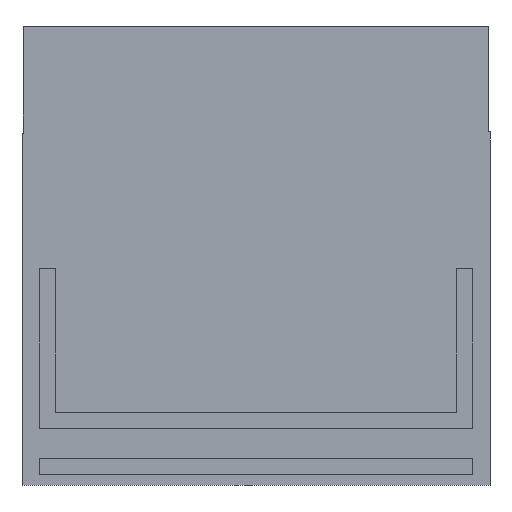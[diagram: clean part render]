
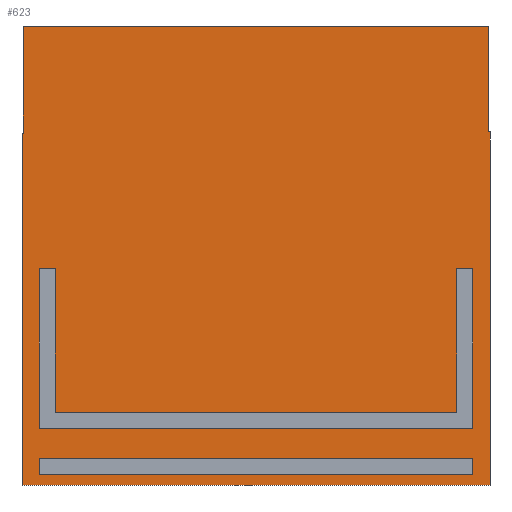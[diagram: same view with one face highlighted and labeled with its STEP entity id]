
A CAD part, front view. The second image highlights one B-rep face of the part: STEP entity #623.
In plain terms, the highlighted planar face has unit normal (0, -1, 0).
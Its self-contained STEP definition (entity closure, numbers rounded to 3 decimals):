
#15=FACE_BOUND('',#112,.T.);
#16=FACE_BOUND('',#113,.T.);
#43=PLANE('',#684);
#77=FACE_OUTER_BOUND('',#111,.T.);
#111=EDGE_LOOP('',(#535,#536,#537,#538,#539,#540,#541,#542));
#112=EDGE_LOOP('',(#543,#544,#545,#546,#547,#548,#549,#550));
#113=EDGE_LOOP('',(#551,#552,#553,#554));
#143=LINE('',#904,#223);
#147=LINE('',#912,#227);
#150=LINE('',#918,#230);
#153=LINE('',#924,#233);
#156=LINE('',#930,#236);
#159=LINE('',#936,#239);
#162=LINE('',#942,#242);
#165=LINE('',#947,#245);
#167=LINE('',#953,#247);
#171=LINE('',#962,#251);
#177=LINE('',#973,#257);
#178=LINE('',#976,#258);
#181=LINE('',#982,#261);
#184=LINE('',#987,#264);
#186=LINE('',#992,#266);
#187=LINE('',#994,#267);
#188=LINE('',#996,#268);
#189=LINE('',#998,#269);
#190=LINE('',#1000,#270);
#191=LINE('',#1001,#271);
#223=VECTOR('',#744,10.);
#227=VECTOR('',#750,10.);
#230=VECTOR('',#755,10.);
#233=VECTOR('',#760,10.);
#236=VECTOR('',#765,10.);
#239=VECTOR('',#770,10.);
#242=VECTOR('',#775,10.);
#245=VECTOR('',#780,10.);
#247=VECTOR('',#786,10.);
#251=VECTOR('',#792,10.);
#257=VECTOR('',#800,10.);
#258=VECTOR('',#803,10.);
#261=VECTOR('',#808,10.);
#264=VECTOR('',#813,10.);
#266=VECTOR('',#819,10.);
#267=VECTOR('',#820,10.);
#268=VECTOR('',#821,10.);
#269=VECTOR('',#822,10.);
#270=VECTOR('',#823,10.);
#271=VECTOR('',#824,10.);
#303=VERTEX_POINT('',#902);
#304=VERTEX_POINT('',#903);
#307=VERTEX_POINT('',#911);
#309=VERTEX_POINT('',#917);
#311=VERTEX_POINT('',#923);
#313=VERTEX_POINT('',#929);
#315=VERTEX_POINT('',#935);
#317=VERTEX_POINT('',#941);
#319=VERTEX_POINT('',#951);
#320=VERTEX_POINT('',#952);
#323=VERTEX_POINT('',#960);
#324=VERTEX_POINT('',#961);
#328=VERTEX_POINT('',#971);
#329=VERTEX_POINT('',#975);
#331=VERTEX_POINT('',#981);
#333=VERTEX_POINT('',#991);
#334=VERTEX_POINT('',#993);
#335=VERTEX_POINT('',#995);
#336=VERTEX_POINT('',#997);
#337=VERTEX_POINT('',#999);
#367=EDGE_CURVE('',#303,#304,#143,.T.);
#371=EDGE_CURVE('',#304,#307,#147,.T.);
#374=EDGE_CURVE('',#307,#309,#150,.T.);
#377=EDGE_CURVE('',#309,#311,#153,.T.);
#380=EDGE_CURVE('',#311,#313,#156,.T.);
#383=EDGE_CURVE('',#313,#315,#159,.T.);
#386=EDGE_CURVE('',#315,#317,#162,.T.);
#389=EDGE_CURVE('',#317,#303,#165,.T.);
#391=EDGE_CURVE('',#319,#320,#167,.T.);
#395=EDGE_CURVE('',#323,#324,#171,.T.);
#401=EDGE_CURVE('',#328,#319,#177,.T.);
#402=EDGE_CURVE('',#323,#329,#178,.T.);
#405=EDGE_CURVE('',#329,#331,#181,.T.);
#408=EDGE_CURVE('',#331,#324,#184,.T.);
#410=EDGE_CURVE('',#333,#320,#186,.T.);
#411=EDGE_CURVE('',#328,#334,#187,.T.);
#412=EDGE_CURVE('',#334,#335,#188,.T.);
#413=EDGE_CURVE('',#336,#335,#189,.T.);
#414=EDGE_CURVE('',#336,#337,#190,.T.);
#415=EDGE_CURVE('',#337,#333,#191,.T.);
#535=ORIENTED_EDGE('',*,*,#410,.T.);
#536=ORIENTED_EDGE('',*,*,#391,.F.);
#537=ORIENTED_EDGE('',*,*,#401,.F.);
#538=ORIENTED_EDGE('',*,*,#411,.T.);
#539=ORIENTED_EDGE('',*,*,#412,.T.);
#540=ORIENTED_EDGE('',*,*,#413,.F.);
#541=ORIENTED_EDGE('',*,*,#414,.T.);
#542=ORIENTED_EDGE('',*,*,#415,.T.);
#543=ORIENTED_EDGE('',*,*,#367,.T.);
#544=ORIENTED_EDGE('',*,*,#371,.T.);
#545=ORIENTED_EDGE('',*,*,#374,.T.);
#546=ORIENTED_EDGE('',*,*,#377,.T.);
#547=ORIENTED_EDGE('',*,*,#380,.T.);
#548=ORIENTED_EDGE('',*,*,#383,.T.);
#549=ORIENTED_EDGE('',*,*,#386,.T.);
#550=ORIENTED_EDGE('',*,*,#389,.T.);
#551=ORIENTED_EDGE('',*,*,#402,.T.);
#552=ORIENTED_EDGE('',*,*,#405,.T.);
#553=ORIENTED_EDGE('',*,*,#408,.T.);
#554=ORIENTED_EDGE('',*,*,#395,.F.);
#623=ADVANCED_FACE('',(#77,#15,#16),#43,.F.);
#684=AXIS2_PLACEMENT_3D('',#990,#817,#818);
#744=DIRECTION('',(1.,0.,0.));
#750=DIRECTION('',(0.,0.,1.));
#755=DIRECTION('',(1.,0.,0.));
#760=DIRECTION('',(0.,0.,-1.));
#765=DIRECTION('',(-1.,0.,0.));
#770=DIRECTION('',(0.,0.,1.));
#775=DIRECTION('',(1.,0.,0.));
#780=DIRECTION('',(0.,0.,-1.));
#786=DIRECTION('',(-1.,0.,0.));
#792=DIRECTION('',(1.,0.,0.));
#800=DIRECTION('',(0.,0.,-1.));
#803=DIRECTION('',(0.,0.,1.));
#808=DIRECTION('',(1.,0.,0.));
#813=DIRECTION('',(0.,0.,-1.));
#817=DIRECTION('center_axis',(0.,1.,0.));
#818=DIRECTION('ref_axis',(0.,0.,1.));
#819=DIRECTION('',(0.,0.,-1.));
#820=DIRECTION('',(-1.,0.,0.));
#821=DIRECTION('',(0.,0.,1.));
#822=DIRECTION('',(1.,0.,0.));
#823=DIRECTION('',(0.,0.,-1.));
#824=DIRECTION('',(-1.,0.,0.));
#902=CARTESIAN_POINT('',(-37.3,0.,-26.672));
#903=CARTESIAN_POINT('',(37.3,0.,-26.672));
#904=CARTESIAN_POINT('',(18.65,0.,-26.672));
#911=CARTESIAN_POINT('',(37.3,0.,0.));
#912=CARTESIAN_POINT('',(37.3,0.,0.));
#917=CARTESIAN_POINT('',(40.3,0.,0.));
#918=CARTESIAN_POINT('',(20.15,0.,0.));
#923=CARTESIAN_POINT('',(40.3,0.,-29.672));
#924=CARTESIAN_POINT('',(40.3,0.,-14.836));
#929=CARTESIAN_POINT('',(-40.3,0.,-29.672));
#930=CARTESIAN_POINT('',(-20.15,0.,-29.672));
#935=CARTESIAN_POINT('',(-40.3,0.,0.));
#936=CARTESIAN_POINT('',(-40.3,0.,0.));
#941=CARTESIAN_POINT('',(-37.3,0.,0.));
#942=CARTESIAN_POINT('',(-18.65,0.,0.));
#947=CARTESIAN_POINT('',(-37.3,0.,-13.336));
#951=CARTESIAN_POINT('',(43.5,0.,-40.272));
#952=CARTESIAN_POINT('',(-43.5,0.,-40.272));
#953=CARTESIAN_POINT('',(43.5,0.,-40.272));
#960=CARTESIAN_POINT('',(-40.3,0.,-38.272));
#961=CARTESIAN_POINT('',(40.3,0.,-38.272));
#962=CARTESIAN_POINT('',(1.6,0.,-38.272));
#971=CARTESIAN_POINT('',(43.5,0.,25.417));
#973=CARTESIAN_POINT('',(43.5,0.,-38.272));
#975=CARTESIAN_POINT('',(-40.3,0.,-35.272));
#976=CARTESIAN_POINT('',(-40.3,0.,-17.636));
#981=CARTESIAN_POINT('',(40.3,0.,-35.272));
#982=CARTESIAN_POINT('',(20.15,0.,-35.272));
#987=CARTESIAN_POINT('',(40.3,0.,-19.136));
#990=CARTESIAN_POINT('Origin',(0.,0.,0.));
#991=CARTESIAN_POINT('',(-43.5,0.,25.217));
#992=CARTESIAN_POINT('',(-43.5,0.,-45.));
#993=CARTESIAN_POINT('',(43.3,0.,25.417));
#994=CARTESIAN_POINT('',(21.65,0.,25.417));
#995=CARTESIAN_POINT('',(43.3,0.,45.));
#996=CARTESIAN_POINT('',(43.3,0.,22.5));
#997=CARTESIAN_POINT('',(-43.3,0.,45.));
#998=CARTESIAN_POINT('',(-43.5,0.,45.));
#999=CARTESIAN_POINT('',(-43.3,0.,25.217));
#1000=CARTESIAN_POINT('',(-43.3,0.,12.608));
#1001=CARTESIAN_POINT('',(-21.75,0.,25.217));
